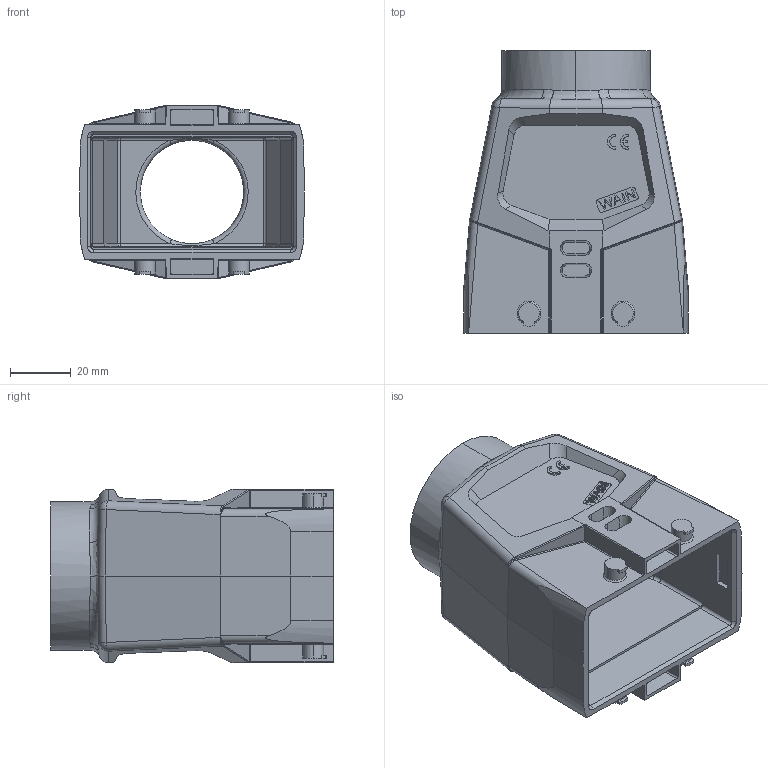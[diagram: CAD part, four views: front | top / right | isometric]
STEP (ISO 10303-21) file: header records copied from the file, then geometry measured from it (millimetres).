
FILE_DESCRIPTION(/* description */ (''),/* implementation_level */ '2;1');
FILE_NAME(/* name */ 'HM10B_P-TEH-4B-M40-WAIN-.stp',/* time_stamp */ '2022-07-04T08:58:33+08:00',/* author */ (''),/* organization */ (''),/* preprocessor_version */ 'ST-DEVELOPER v18.1',/* originating_system */ 'SIEMENS PLM Software NX 1980',/* authorisation */ '');
FILE_SCHEMA (('AUTOMOTIVE_DESIGN { 1 0 10303 214 3 1 1 1 }'));
Length unit declared in the file: millimetre
Products named in the file (1): HM10B_P-TEH-4B-M40-WAIN-
Bounding box: 74 x 93 x 57 mm (x, y, z)
Volume: 83505.2 mm3; surface area: 44724.3 mm2
Topology: 1 solids, 1 shells, 469 faces, 1232 edges, 780 vertices
Faces by surface type: plane 226, cylinder 159, bspline 25, torus 24, cone 23, sphere 12
Entity records: 18240 total; most frequent: CARTESIAN_POINT 7423, ORIENTED_EDGE 2440, DIRECTION 1934, EDGE_CURVE 1220, VERTEX_POINT 780, AXIS2_PLACEMENT_3D 647, LINE 640, VECTOR 640
